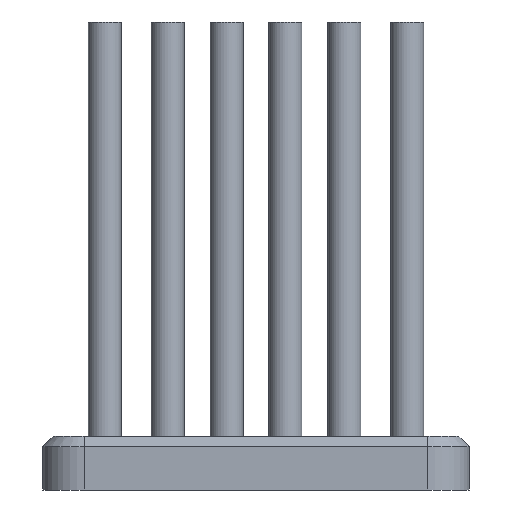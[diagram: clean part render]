
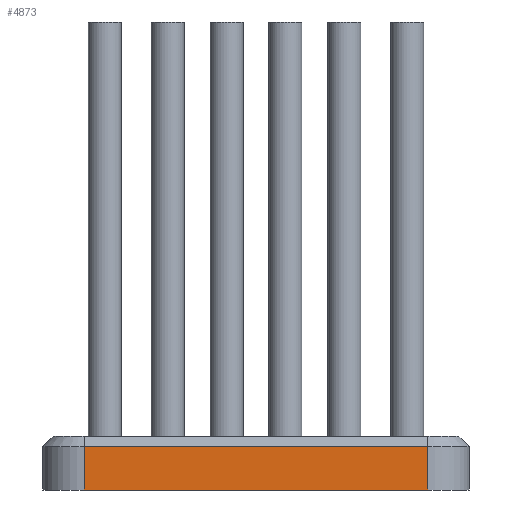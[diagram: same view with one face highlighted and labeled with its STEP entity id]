
A CAD part, front view. The second image highlights one B-rep face of the part: STEP entity #4873.
In plain terms, the highlighted planar face has unit normal (0, -1, 0).
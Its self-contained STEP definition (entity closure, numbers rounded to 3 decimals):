
#4357 = PLANE('',#4358);
#4358 = AXIS2_PLACEMENT_3D('',#4359,#4360,#4361);
#4359 = CARTESIAN_POINT('',(-5.546,14.231,-8.8));
#4360 = DIRECTION('',(0.,0.,1.));
#4361 = DIRECTION('',(1.,0.,0.));
#4439 = VERTEX_POINT('',#4440);
#4440 = CARTESIAN_POINT('',(11.054,-4.369,-8.8));
#4455 = CYLINDRICAL_SURFACE('',#4456,2.);
#4456 = AXIS2_PLACEMENT_3D('',#4457,#4458,#4459);
#4457 = CARTESIAN_POINT('',(11.054,-2.369,-8.8));
#4458 = DIRECTION('',(0.,0.,1.));
#4459 = DIRECTION('',(1.,0.,0.));
#4467 = EDGE_CURVE('',#4468,#4439,#4470,.T.);
#4468 = VERTEX_POINT('',#4469);
#4469 = CARTESIAN_POINT('',(-5.546,-4.369,-8.8));
#4470 = SURFACE_CURVE('',#4471,(#4475,#4482),.PCURVE_S1.);
#4471 = LINE('',#4472,#4473);
#4472 = CARTESIAN_POINT('',(-5.546,-4.369,-8.8));
#4473 = VECTOR('',#4474,1.);
#4474 = DIRECTION('',(1.,0.,0.));
#4475 = PCURVE('',#4357,#4476);
#4476 = DEFINITIONAL_REPRESENTATION('',(#4477),#4481);
#4477 = LINE('',#4478,#4479);
#4478 = CARTESIAN_POINT('',(0.,-18.6));
#4479 = VECTOR('',#4480,1.);
#4480 = DIRECTION('',(1.,0.));
#4481 = ( GEOMETRIC_REPRESENTATION_CONTEXT(2) 
PARAMETRIC_REPRESENTATION_CONTEXT() REPRESENTATION_CONTEXT('2D SPACE',''
  ) );
#4482 = PCURVE('',#4483,#4488);
#4483 = PLANE('',#4484);
#4484 = AXIS2_PLACEMENT_3D('',#4485,#4486,#4487);
#4485 = CARTESIAN_POINT('',(11.054,-4.369,-8.8));
#4486 = DIRECTION('',(0.,-1.,0.));
#4487 = DIRECTION('',(0.,0.,-1.));
#4488 = DEFINITIONAL_REPRESENTATION('',(#4489),#4493);
#4489 = LINE('',#4490,#4491);
#4490 = CARTESIAN_POINT('',(-0.,-16.6));
#4491 = VECTOR('',#4492,1.);
#4492 = DIRECTION('',(0.,1.));
#4493 = ( GEOMETRIC_REPRESENTATION_CONTEXT(2) 
PARAMETRIC_REPRESENTATION_CONTEXT() REPRESENTATION_CONTEXT('2D SPACE',''
  ) );
#4512 = CYLINDRICAL_SURFACE('',#4513,2.);
#4513 = AXIS2_PLACEMENT_3D('',#4514,#4515,#4516);
#4514 = CARTESIAN_POINT('',(-5.546,-2.369,-8.8));
#4515 = DIRECTION('',(0.,0.,1.));
#4516 = DIRECTION('',(1.,0.,0.));
#4822 = EDGE_CURVE('',#4823,#4439,#4825,.T.);
#4823 = VERTEX_POINT('',#4824);
#4824 = CARTESIAN_POINT('',(11.054,-4.369,
    -6.7));
#4825 = SURFACE_CURVE('',#4826,(#4830,#4837),.PCURVE_S1.);
#4826 = LINE('',#4827,#4828);
#4827 = CARTESIAN_POINT('',(11.054,-4.369,-8.8));
#4828 = VECTOR('',#4829,1.);
#4829 = DIRECTION('',(-0.,-0.,-1.));
#4830 = PCURVE('',#4455,#4831);
#4831 = DEFINITIONAL_REPRESENTATION('',(#4832),#4836);
#4832 = LINE('',#4833,#4834);
#4833 = CARTESIAN_POINT('',(4.712,0.));
#4834 = VECTOR('',#4835,1.);
#4835 = DIRECTION('',(0.,-1.));
#4836 = ( GEOMETRIC_REPRESENTATION_CONTEXT(2) 
PARAMETRIC_REPRESENTATION_CONTEXT() REPRESENTATION_CONTEXT('2D SPACE',''
  ) );
#4837 = PCURVE('',#4483,#4838);
#4838 = DEFINITIONAL_REPRESENTATION('',(#4839),#4843);
#4839 = LINE('',#4840,#4841);
#4840 = CARTESIAN_POINT('',(0.,0.));
#4841 = VECTOR('',#4842,1.);
#4842 = DIRECTION('',(1.,0.));
#4843 = ( GEOMETRIC_REPRESENTATION_CONTEXT(2) 
PARAMETRIC_REPRESENTATION_CONTEXT() REPRESENTATION_CONTEXT('2D SPACE',''
  ) );
#4873 = ADVANCED_FACE('',(#4874),#4483,.T.);
#4874 = FACE_BOUND('',#4875,.T.);
#4875 = EDGE_LOOP('',(#4876,#4899,#4900,#4901));
#4876 = ORIENTED_EDGE('',*,*,#4877,.T.);
#4877 = EDGE_CURVE('',#4878,#4468,#4880,.T.);
#4878 = VERTEX_POINT('',#4879);
#4879 = CARTESIAN_POINT('',(-5.546,-4.369,-6.7));
#4880 = SURFACE_CURVE('',#4881,(#4885,#4892),.PCURVE_S1.);
#4881 = LINE('',#4882,#4883);
#4882 = CARTESIAN_POINT('',(-5.546,-4.369,-8.8));
#4883 = VECTOR('',#4884,1.);
#4884 = DIRECTION('',(0.,0.,-1.));
#4885 = PCURVE('',#4483,#4886);
#4886 = DEFINITIONAL_REPRESENTATION('',(#4887),#4891);
#4887 = LINE('',#4888,#4889);
#4888 = CARTESIAN_POINT('',(-0.,-16.6));
#4889 = VECTOR('',#4890,1.);
#4890 = DIRECTION('',(1.,0.));
#4891 = ( GEOMETRIC_REPRESENTATION_CONTEXT(2) 
PARAMETRIC_REPRESENTATION_CONTEXT() REPRESENTATION_CONTEXT('2D SPACE',''
  ) );
#4892 = PCURVE('',#4512,#4893);
#4893 = DEFINITIONAL_REPRESENTATION('',(#4894),#4898);
#4894 = LINE('',#4895,#4896);
#4895 = CARTESIAN_POINT('',(4.712,0.));
#4896 = VECTOR('',#4897,1.);
#4897 = DIRECTION('',(0.,-1.));
#4898 = ( GEOMETRIC_REPRESENTATION_CONTEXT(2) 
PARAMETRIC_REPRESENTATION_CONTEXT() REPRESENTATION_CONTEXT('2D SPACE',''
  ) );
#4899 = ORIENTED_EDGE('',*,*,#4467,.T.);
#4900 = ORIENTED_EDGE('',*,*,#4822,.F.);
#4901 = ORIENTED_EDGE('',*,*,#4902,.T.);
#4902 = EDGE_CURVE('',#4823,#4878,#4903,.T.);
#4903 = SURFACE_CURVE('',#4904,(#4908,#4915),.PCURVE_S1.);
#4904 = LINE('',#4905,#4906);
#4905 = CARTESIAN_POINT('',(11.054,-4.369,-6.7));
#4906 = VECTOR('',#4907,1.);
#4907 = DIRECTION('',(-1.,-0.,-0.));
#4908 = PCURVE('',#4483,#4909);
#4909 = DEFINITIONAL_REPRESENTATION('',(#4910),#4914);
#4910 = LINE('',#4911,#4912);
#4911 = CARTESIAN_POINT('',(-2.1,0.));
#4912 = VECTOR('',#4913,1.);
#4913 = DIRECTION('',(0.,-1.));
#4914 = ( GEOMETRIC_REPRESENTATION_CONTEXT(2) 
PARAMETRIC_REPRESENTATION_CONTEXT() REPRESENTATION_CONTEXT('2D SPACE',''
  ) );
#4915 = PCURVE('',#4916,#4921);
#4916 = PLANE('',#4917);
#4917 = AXIS2_PLACEMENT_3D('',#4918,#4919,#4920);
#4918 = CARTESIAN_POINT('',(-5.546,-3.869,-6.2));
#4919 = DIRECTION('',(0.,0.707,-0.707));
#4920 = DIRECTION('',(0.,0.707,0.707));
#4921 = DEFINITIONAL_REPRESENTATION('',(#4922),#4926);
#4922 = LINE('',#4923,#4924);
#4923 = CARTESIAN_POINT('',(-0.707,16.6));
#4924 = VECTOR('',#4925,1.);
#4925 = DIRECTION('',(0.,-1.));
#4926 = ( GEOMETRIC_REPRESENTATION_CONTEXT(2) 
PARAMETRIC_REPRESENTATION_CONTEXT() REPRESENTATION_CONTEXT('2D SPACE',''
  ) );
